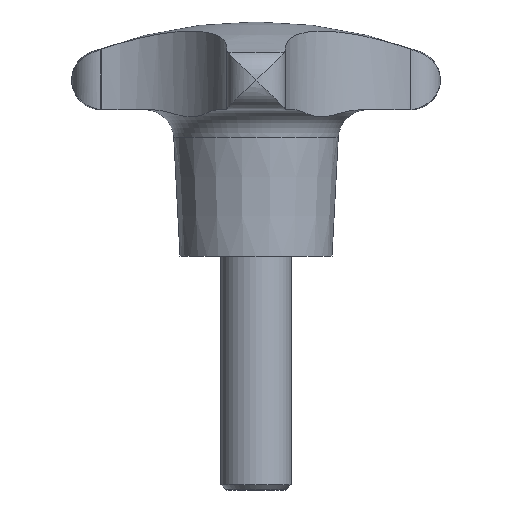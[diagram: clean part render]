
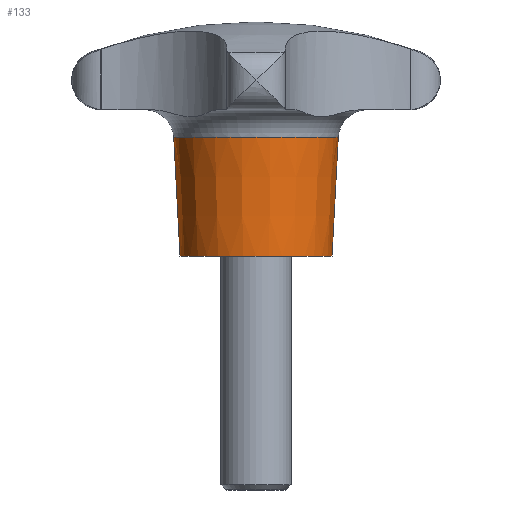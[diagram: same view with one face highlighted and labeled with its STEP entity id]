
A CAD part, front view. The second image highlights one B-rep face of the part: STEP entity #133.
In plain terms, the highlighted conical face has half-angle 3 degrees and reference radius 13.531 mm.
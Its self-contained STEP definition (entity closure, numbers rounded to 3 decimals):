
#133=ADVANCED_FACE('',(#268),#269,.T.);
#268=FACE_OUTER_BOUND('',#403,.T.);
#269=CONICAL_SURFACE('',#404,13.531,0.052);
#403=EDGE_LOOP('',(#748,#749,#750,#751));
#404=AXIS2_PLACEMENT_3D('',#752,#753,#754);
#748=ORIENTED_EDGE('',*,*,#864,.T.);
#749=ORIENTED_EDGE('',*,*,#970,.F.);
#750=ORIENTED_EDGE('',*,*,#866,.T.);
#751=ORIENTED_EDGE('',*,*,#972,.T.);
#752=CARTESIAN_POINT('',(0.,0.,10.131));
#753=DIRECTION('',(-0.0,0.0,1.0));
#754=DIRECTION('',(1.0,0.,0.0));
#864=EDGE_CURVE('',#1047,#1048,#1049,.T.);
#866=EDGE_CURVE('',#1052,#1050,#1053,.T.);
#970=EDGE_CURVE('',#1052,#1048,#1202,.T.);
#972=EDGE_CURVE('',#1050,#1047,#1204,.T.);
#1047=VERTEX_POINT('',#1386);
#1048=VERTEX_POINT('',#1387);
#1049=LINE('',#1388,#1389);
#1050=VERTEX_POINT('',#1390);
#1052=VERTEX_POINT('',#1392);
#1053=LINE('',#1393,#1394);
#1202=CIRCLE('',#1934,14.062);
#1204=CIRCLE('',#1936,13.0);
#1386=CARTESIAN_POINT('',(13.0,0.,0.));
#1387=CARTESIAN_POINT('',(14.062,0.,20.262));
#1388=CARTESIAN_POINT('',(13.531,0.,10.131));
#1389=VECTOR('',#1992,1.0);
#1390=CARTESIAN_POINT('',(-13.0,0.,0.));
#1392=CARTESIAN_POINT('',(-14.062,0.,20.262));
#1393=CARTESIAN_POINT('',(-13.531,0.,10.131));
#1394=VECTOR('',#1996,1.0);
#1934=AXIS2_PLACEMENT_3D('',#2090,#2091,#2092);
#1936=AXIS2_PLACEMENT_3D('',#2093,#2094,#2095);
#1992=DIRECTION('',(0.052,0.,0.999));
#1996=DIRECTION('',(0.052,0.,-0.999));
#2090=CARTESIAN_POINT('',(0.,0.,20.262));
#2091=DIRECTION('',(0.0,0.0,1.0));
#2092=DIRECTION('',(1.0,0.,0.0));
#2093=CARTESIAN_POINT('',(0.,0.,0.));
#2094=DIRECTION('',(0.0,0.0,1.0));
#2095=DIRECTION('',(1.0,0.,0.0));
